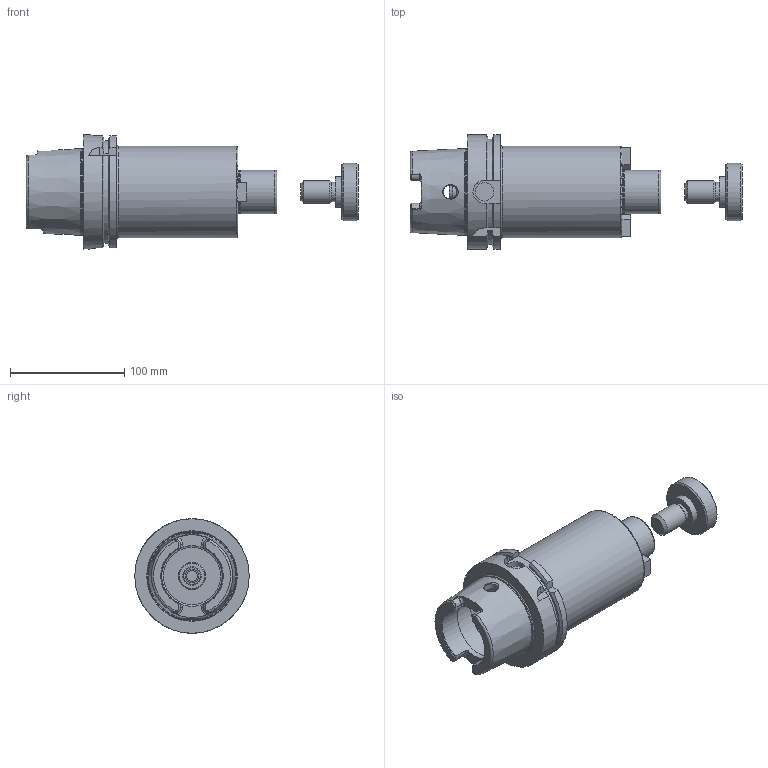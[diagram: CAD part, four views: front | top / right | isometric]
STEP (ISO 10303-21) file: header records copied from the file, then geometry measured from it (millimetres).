
FILE_DESCRIPTION((''),'2;1');
FILE_NAME('535017638135-3D.stp','2020-05-05T16:23:20',('nttooll'),(''),'Autodesk Inventor 2012','Autodesk Inventor 2012','');
FILE_SCHEMA(('AUTOMOTIVE_DESIGN { 1 0 10303 214 1 1 1 1 }'));
Length unit declared in the file: millimetre
Products named in the file (1): 535017638135-3D
Bounding box: 290 x 100 x 100 mm (x, y, z)
Volume: 833633.2 mm3; surface area: 102237.2 mm2
Topology: 2 solids, 2 shells, 198 faces, 491 edges, 311 vertices
Faces by surface type: plane 73, cylinder 58, cone 49, torus 18
Full cylindrical faces by diameter (mm): 4 x3, 5.3 x3, 10.003 x1, 12 x3, 15.3 x1, 16 x2, 16.8 x1, 17 x1, 18 x1, 19.63 x1, 20 x2, 24 x1, 27 x1, 37.7 x1, 38.1 x1, 50 x1, 53 x1, 53.8 x1, 63 x1, 75.3 x1, 80 x1, 100 x1
Entity records: 6098 total; most frequent: CARTESIAN_POINT 1734, DIRECTION 903, ORIENTED_EDGE 836, EDGE_CURVE 418, AXIS2_PLACEMENT_3D 380, VERTEX_POINT 294, EDGE_LOOP 280, FACE_OUTER_BOUND 198
